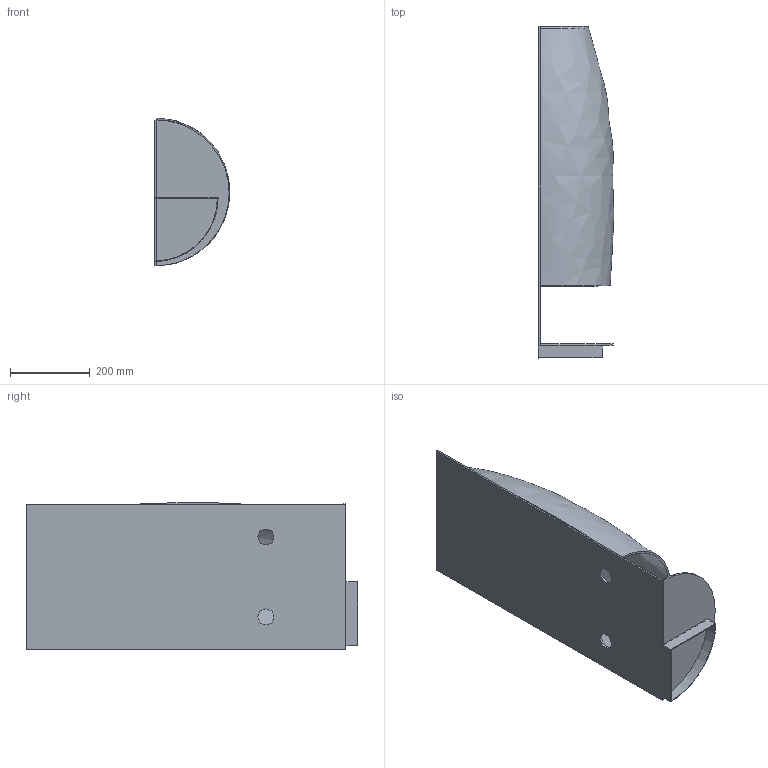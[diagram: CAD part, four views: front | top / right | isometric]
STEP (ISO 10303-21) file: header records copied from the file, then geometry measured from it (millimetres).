
FILE_DESCRIPTION(/* description */ ('Unknown'),/* implementation_level */ '2;1');
FILE_NAME(/* name */ 'bin_mounting_paper',/* time_stamp */ '2019-09-15T11:08:39+02:00',/* author */ ('Unknown'),/* organization */ ('Unknown'),/* preprocessor_version */ 'ST-DEVELOPER v16.7',/* originating_system */ 'DEX',/* authorisation */ $);
FILE_SCHEMA (('AUTOMOTIVE_DESIGN {1 0 10303 214 3 1 1}'));
Length unit declared in the file: millimetre
Products named in the file (6): bin_mounting_paper; bin_back; bin_robe; bin_buttom; bin_roof; ashtray
Assembly tree (5 placements, depth 2):
  bin_mounting_paper
    bin_back
    bin_robe
    bin_buttom
    bin_roof
    ashtray
Bounding box: 189.2 x 830 x 369.83 mm (x, y, z)
Volume: 3609120.9 mm3; surface area: 1527947.3 mm2
Topology: 5 solids, 5 shells, 31 faces, 60 edges, 40 vertices
Faces by surface type: plane 23, cylinder 6, bspline 2
Full cylindrical faces by diameter (mm): 40 x2
Entity records: 1282 total; most frequent: CARTESIAN_POINT 489, DIRECTION 140, ORIENTED_EDGE 116, EDGE_CURVE 58, AXIS2_PLACEMENT_3D 51, VERTEX_POINT 40, LINE 38, VECTOR 38
